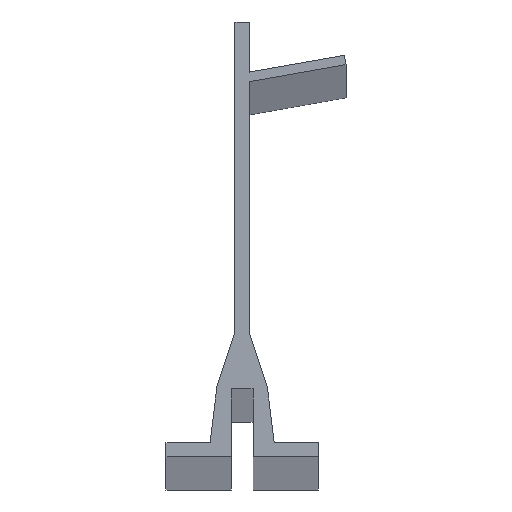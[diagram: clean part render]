
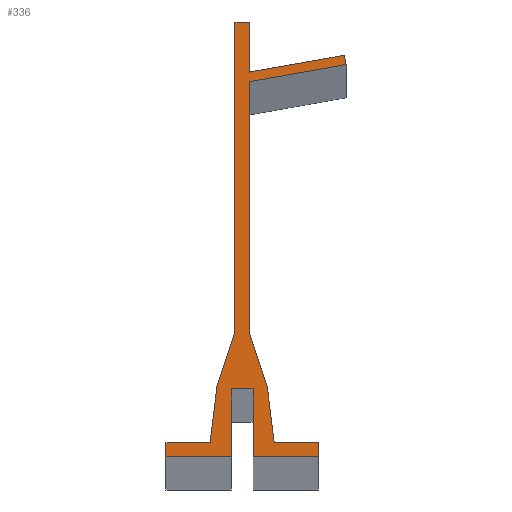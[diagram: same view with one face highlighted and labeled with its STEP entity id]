
A CAD part, top view. The second image highlights one B-rep face of the part: STEP entity #336.
In plain terms, the highlighted planar face has unit normal (0, 0, 1).
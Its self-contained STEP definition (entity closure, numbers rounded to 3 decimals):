
#3 = VERTEX_POINT ( 'NONE', #648 ) ;
#6 = VERTEX_POINT ( 'NONE', #635 ) ;
#11 = LINE ( 'NONE', #427, #52 ) ;
#16 = VECTOR ( 'NONE', #392, 1000. ) ;
#19 = VECTOR ( 'NONE', #509, 1000. ) ;
#24 = VECTOR ( 'NONE', #594, 1000. ) ;
#29 = ORIENTED_EDGE ( 'NONE', *, *, #224, .T. ) ;
#37 = VERTEX_POINT ( 'NONE', #639 ) ;
#49 = LINE ( 'NONE', #500, #355 ) ;
#52 = VECTOR ( 'NONE', #440, 1000. ) ;
#55 = VERTEX_POINT ( 'NONE', #665 ) ;
#56 = FACE_OUTER_BOUND ( 'NONE', #383, .T. ) ;
#57 = ORIENTED_EDGE ( 'NONE', *, *, #365, .T. ) ;
#61 = LINE ( 'NONE', #422, #151 ) ;
#65 = VERTEX_POINT ( 'NONE', #659 ) ;
#66 = ORIENTED_EDGE ( 'NONE', *, *, #225, .T. ) ;
#75 = VERTEX_POINT ( 'NONE', #688 ) ;
#83 = VECTOR ( 'NONE', #455, 1000. ) ;
#93 = CARTESIAN_POINT ( 'NONE',  ( 1.15, 7.139, 1000. ) ) ;
#99 = ORIENTED_EDGE ( 'NONE', *, *, #214, .T. ) ;
#100 = VERTEX_POINT ( 'NONE', #693 ) ;
#102 = LINE ( 'NONE', #379, #413 ) ;
#110 = CARTESIAN_POINT ( 'NONE',  ( -1.15, 7.139, 1000. ) ) ;
#114 = VERTEX_POINT ( 'NONE', #694 ) ;
#125 = LINE ( 'NONE', #423, #320 ) ;
#133 = CARTESIAN_POINT ( 'NONE',  ( -1.15, 0., 1000. ) ) ;
#140 = CARTESIAN_POINT ( 'NONE',  ( 0.75, 40.44, 1000. ) ) ;
#151 = VECTOR ( 'NONE', #419, 1000. ) ;
#152 = LINE ( 'NONE', #477, #464 ) ;
#158 = LINE ( 'NONE', #415, #377 ) ;
#159 = LINE ( 'NONE', #389, #16 ) ;
#165 = ORIENTED_EDGE ( 'NONE', *, *, #361, .T. ) ;
#170 = VERTEX_POINT ( 'NONE', #501 ) ;
#171 = DIRECTION ( 'NONE',  ( 1., 0., 0. ) ) ;
#176 = VECTOR ( 'NONE', #587, 1000. ) ;
#183 = LINE ( 'NONE', #499, #24 ) ;
#188 = AXIS2_PLACEMENT_3D ( 'NONE', #456, #444, #450 ) ;
#194 = EDGE_CURVE ( 'NONE', #327, #75, #49, .T. ) ;
#195 = VECTOR ( 'NONE', #436, 1000. ) ;
#196 = CARTESIAN_POINT ( 'NONE',  ( -0.75, 45.7, 1000. ) ) ;
#197 = CARTESIAN_POINT ( 'NONE',  ( -1.15, 7.139, 1000. ) ) ;
#201 = DIRECTION ( 'NONE',  ( 0., 1., 0. ) ) ;
#207 = ORIENTED_EDGE ( 'NONE', *, *, #582, .T. ) ;
#208 = CARTESIAN_POINT ( 'NONE',  ( 0.75, 13.029, 1000. ) ) ;
#212 = LINE ( 'NONE', #535, #220 ) ;
#214 = EDGE_CURVE ( 'NONE', #369, #252, #254, .T. ) ;
#219 = VERTEX_POINT ( 'NONE', #628 ) ;
#220 = VECTOR ( 'NONE', #538, 1000. ) ;
#221 = ORIENTED_EDGE ( 'NONE', *, *, #553, .T. ) ;
#224 = EDGE_CURVE ( 'NONE', #728, #324, #573, .T. ) ;
#225 = EDGE_CURVE ( 'NONE', #571, #65, #183, .T. ) ;
#228 = ORIENTED_EDGE ( 'NONE', *, *, #345, .T. ) ;
#231 = ORIENTED_EDGE ( 'NONE', *, *, #374, .T. ) ;
#239 = ORIENTED_EDGE ( 'NONE', *, *, #356, .T. ) ;
#243 = LINE ( 'NONE', #458, #83 ) ;
#251 = EDGE_CURVE ( 'NONE', #3, #327, #212, .T. ) ;
#252 = VERTEX_POINT ( 'NONE', #537 ) ;
#254 = LINE ( 'NONE', #580, #176 ) ;
#264 = CARTESIAN_POINT ( 'NONE',  ( -8., 0., 1000. ) ) ;
#267 = LINE ( 'NONE', #405, #462 ) ;
#280 = DIRECTION ( 'NONE',  ( 0., -1., 0. ) ) ;
#298 = DIRECTION ( 'NONE',  ( 0.985, 0.174, 0. ) ) ;
#299 = CARTESIAN_POINT ( 'NONE',  ( 0.75, 39.425, 1000. ) ) ;
#309 = EDGE_CURVE ( 'NONE', #324, #170, #152, .T. ) ;
#320 = VECTOR ( 'NONE', #421, 1000. ) ;
#324 = VERTEX_POINT ( 'NONE', #468 ) ;
#327 = VERTEX_POINT ( 'NONE', #466 ) ;
#328 = EDGE_CURVE ( 'NONE', #602, #55, #243, .T. ) ;
#336 = ADVANCED_FACE ( 'NONE', ( #56 ), #453, .F. ) ;
#337 = VECTOR ( 'NONE', #376, 1000. ) ;
#338 = ORIENTED_EDGE ( 'NONE', *, *, #391, .T. ) ;
#345 = EDGE_CURVE ( 'NONE', #100, #219, #605, .T. ) ;
#347 = VERTEX_POINT ( 'NONE', #438 ) ;
#355 = VECTOR ( 'NONE', #581, 1000. ) ;
#356 = EDGE_CURVE ( 'NONE', #219, #602, #125, .T. ) ;
#358 = EDGE_CURVE ( 'NONE', #610, #685, #61, .T. ) ;
#359 = ORIENTED_EDGE ( 'NONE', *, *, #448, .T. ) ;
#360 = ORIENTED_EDGE ( 'NONE', *, *, #194, .T. ) ;
#361 = EDGE_CURVE ( 'NONE', #170, #6, #11, .T. ) ;
#362 = DIRECTION ( 'NONE',  ( -0.122, -0.993, 0. ) ) ;
#365 = EDGE_CURVE ( 'NONE', #65, #347, #158, .T. ) ;
#369 = VERTEX_POINT ( 'NONE', #409 ) ;
#374 = EDGE_CURVE ( 'NONE', #6, #3, #267, .T. ) ;
#376 = DIRECTION ( 'NONE',  ( -1., 0., 0. ) ) ;
#377 = VECTOR ( 'NONE', #414, 1000. ) ;
#378 = ORIENTED_EDGE ( 'NONE', *, *, #328, .T. ) ;
#379 = CARTESIAN_POINT ( 'NONE',  ( -3.368, 1.5, 1000. ) ) ;
#381 = EDGE_CURVE ( 'NONE', #114, #610, #159, .T. ) ;
#383 = EDGE_LOOP ( 'NONE', ( #66, #57, #473, #99, #443, #399, #523, #207, #29, #555, #165, #231, #454, #360, #221, #359, #228, #239, #378, #338 ) ) ;
#389 = CARTESIAN_POINT ( 'NONE',  ( -8., 0., 1000. ) ) ;
#391 = EDGE_CURVE ( 'NONE', #55, #571, #542, .T. ) ;
#392 = DIRECTION ( 'NONE',  ( 1., 0., 0. ) ) ;
#395 = CARTESIAN_POINT ( 'NONE',  ( -0.75, 45.7, 1000. ) ) ;
#399 = ORIENTED_EDGE ( 'NONE', *, *, #381, .T. ) ;
#401 = DIRECTION ( 'NONE',  ( -1., 0., 0. ) ) ;
#405 = CARTESIAN_POINT ( 'NONE',  ( 3.368, 1.5, 1000. ) ) ;
#409 = CARTESIAN_POINT ( 'NONE',  ( -3.368, 1.5, 1000. ) ) ;
#413 = VECTOR ( 'NONE', #362, 1000. ) ;
#414 = DIRECTION ( 'NONE',  ( -0.317, -0.948, 0. ) ) ;
#415 = CARTESIAN_POINT ( 'NONE',  ( -2.65, 7.35, 1000. ) ) ;
#418 = EDGE_CURVE ( 'NONE', #347, #369, #102, .T. ) ;
#419 = DIRECTION ( 'NONE',  ( 0., 1., 0. ) ) ;
#421 = DIRECTION ( 'NONE',  ( -0.985, -0.174, 0. ) ) ;
#422 = CARTESIAN_POINT ( 'NONE',  ( -1.15, 0., 1000. ) ) ;
#423 = CARTESIAN_POINT ( 'NONE',  ( 0.75, 40.44, 1000. ) ) ;
#427 = CARTESIAN_POINT ( 'NONE',  ( 8., 0., 1000. ) ) ;
#436 = DIRECTION ( 'NONE',  ( -0.174, 0.985, 0. ) ) ;
#438 = CARTESIAN_POINT ( 'NONE',  ( -2.65, 7.35, 1000. ) ) ;
#439 = CARTESIAN_POINT ( 'NONE',  ( 10.746, 42.203, 1000. ) ) ;
#440 = DIRECTION ( 'NONE',  ( 0., 1., 0. ) ) ;
#443 = ORIENTED_EDGE ( 'NONE', *, *, #504, .T. ) ;
#444 = DIRECTION ( 'NONE',  ( 0., 0., -1. ) ) ;
#448 = EDGE_CURVE ( 'NONE', #37, #100, #720, .T. ) ;
#450 = DIRECTION ( 'NONE',  ( -1., 0., 0. ) ) ;
#453 = PLANE ( 'NONE',  #188 ) ;
#454 = ORIENTED_EDGE ( 'NONE', *, *, #251, .T. ) ;
#455 = DIRECTION ( 'NONE',  ( 0., 1., 0. ) ) ;
#456 = CARTESIAN_POINT ( 'NONE',  ( -0.75, 45.7, 1000. ) ) ;
#458 = CARTESIAN_POINT ( 'NONE',  ( 0.75, 40.44, 1000. ) ) ;
#462 = VECTOR ( 'NONE', #401, 1000. ) ;
#464 = VECTOR ( 'NONE', #470, 1000. ) ;
#466 = CARTESIAN_POINT ( 'NONE',  ( 2.65, 7.35, 1000. ) ) ;
#468 = CARTESIAN_POINT ( 'NONE',  ( 1.15, 0., 1000. ) ) ;
#470 = DIRECTION ( 'NONE',  ( 1., 0., 0. ) ) ;
#473 = ORIENTED_EDGE ( 'NONE', *, *, #418, .T. ) ;
#477 = CARTESIAN_POINT ( 'NONE',  ( 8., 0., 1000. ) ) ;
#499 = CARTESIAN_POINT ( 'NONE',  ( -0.75, 19.55, 1000. ) ) ;
#500 = CARTESIAN_POINT ( 'NONE',  ( 2.65, 7.35, 1000. ) ) ;
#501 = CARTESIAN_POINT ( 'NONE',  ( 8., 0., 1000. ) ) ;
#504 = EDGE_CURVE ( 'NONE', #252, #114, #699, .T. ) ;
#509 = DIRECTION ( 'NONE',  ( 0., -1., 0. ) ) ;
#523 = ORIENTED_EDGE ( 'NONE', *, *, #358, .T. ) ;
#535 = CARTESIAN_POINT ( 'NONE',  ( 3.368, 1.5, 1000. ) ) ;
#537 = CARTESIAN_POINT ( 'NONE',  ( -8., 1.5, 1000. ) ) ;
#538 = DIRECTION ( 'NONE',  ( -0.122, 0.993, 0. ) ) ;
#542 = LINE ( 'NONE', #395, #337 ) ;
#553 = EDGE_CURVE ( 'NONE', #75, #37, #674, .T. ) ;
#555 = ORIENTED_EDGE ( 'NONE', *, *, #309, .T. ) ;
#571 = VERTEX_POINT ( 'NONE', #196 ) ;
#573 = LINE ( 'NONE', #578, #19 ) ;
#578 = CARTESIAN_POINT ( 'NONE',  ( 1.15, 0., 1000. ) ) ;
#580 = CARTESIAN_POINT ( 'NONE',  ( -8., 1.5, 1000. ) ) ;
#581 = DIRECTION ( 'NONE',  ( -0.317, 0.948, 0. ) ) ;
#582 = EDGE_CURVE ( 'NONE', #685, #728, #640, .T. ) ;
#587 = DIRECTION ( 'NONE',  ( -1., 0., 0. ) ) ;
#594 = DIRECTION ( 'NONE',  ( 0., -1., 0. ) ) ;
#602 = VERTEX_POINT ( 'NONE', #140 ) ;
#605 = LINE ( 'NONE', #439, #195 ) ;
#610 = VERTEX_POINT ( 'NONE', #133 ) ;
#628 = CARTESIAN_POINT ( 'NONE',  ( 10.746, 42.203, 1000. ) ) ;
#631 = VECTOR ( 'NONE', #171, 1000. ) ;
#635 = CARTESIAN_POINT ( 'NONE',  ( 8., 1.5, 1000. ) ) ;
#639 = CARTESIAN_POINT ( 'NONE',  ( 0.75, 39.425, 1000. ) ) ;
#640 = LINE ( 'NONE', #197, #631 ) ;
#648 = CARTESIAN_POINT ( 'NONE',  ( 3.368, 1.5, 1000. ) ) ;
#659 = CARTESIAN_POINT ( 'NONE',  ( -0.75, 13.029, 1000. ) ) ;
#661 = VECTOR ( 'NONE', #201, 1000. ) ;
#665 = CARTESIAN_POINT ( 'NONE',  ( 0.75, 45.7, 1000. ) ) ;
#674 = LINE ( 'NONE', #208, #661 ) ;
#685 = VERTEX_POINT ( 'NONE', #110 ) ;
#687 = VECTOR ( 'NONE', #280, 1000. ) ;
#688 = CARTESIAN_POINT ( 'NONE',  ( 0.75, 13.029, 1000. ) ) ;
#693 = CARTESIAN_POINT ( 'NONE',  ( 10.92, 41.218, 1000. ) ) ;
#694 = CARTESIAN_POINT ( 'NONE',  ( -8., 0., 1000. ) ) ;
#699 = LINE ( 'NONE', #264, #687 ) ;
#716 = VECTOR ( 'NONE', #298, 1000. ) ;
#720 = LINE ( 'NONE', #299, #716 ) ;
#728 = VERTEX_POINT ( 'NONE', #93 ) ;
